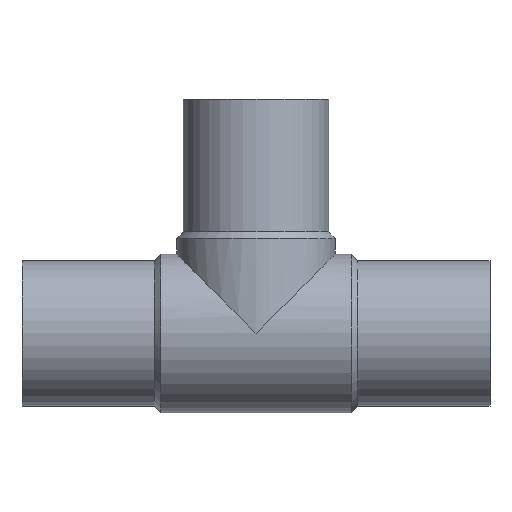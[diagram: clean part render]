
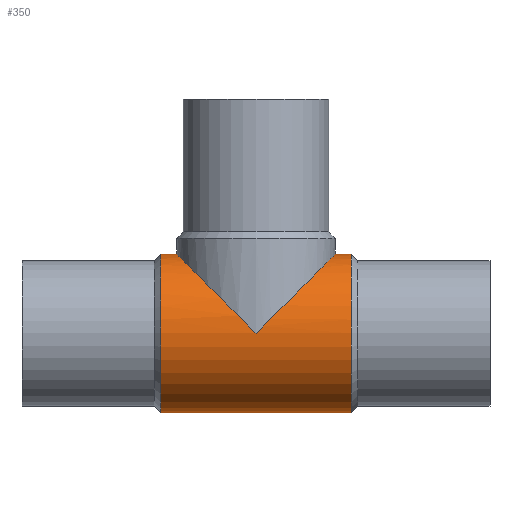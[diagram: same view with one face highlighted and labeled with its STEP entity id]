
A CAD part, top view. The second image highlights one B-rep face of the part: STEP entity #350.
In plain terms, the highlighted cylindrical face has radius 49.1 mm (diameter 98.2 mm), a partial arc.
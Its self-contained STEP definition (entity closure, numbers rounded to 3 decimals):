
#156 = EDGE_CURVE( '', #166, #320, #398, .T. );
#160 = EDGE_CURVE( '', #302, #284, #402, .T. );
#166 = VERTEX_POINT( '', #408 );
#178 = VERTEX_POINT( '', #421 );
#186 = EDGE_CURVE( '', #294, #302, #431, .T. );
#244 = EDGE_CURVE( '', #178, #166, #495, .T. );
#246 = EDGE_CURVE( '', #278, #178, #497, .T. );
#264 = EDGE_CURVE( '', #294, #320, #517, .T. );
#278 = VERTEX_POINT( '', #533 );
#284 = VERTEX_POINT( '', #539 );
#294 = VERTEX_POINT( '', #549 );
#302 = VERTEX_POINT( '', #558 );
#320 = VERTEX_POINT( '', #581 );
#322 = EDGE_CURVE( '', #284, #278, #583, .T. );
#350 = ADVANCED_FACE( '', ( #615 ), #616, .T. );
#398 = LINE( '', #661, #662 );
#402 = CIRCLE( '', #668, 49.1 );
#408 = CARTESIAN_POINT( '', ( -194.1, 49.1, 0. ) );
#421 = CARTESIAN_POINT( '', ( -145., 0., 49.1 ) );
#431 = LINE( '', #706, #707 );
#495 = ELLIPSE( '', #793, 69.438, 49.1 );
#497 = ELLIPSE( '', #796, 69.438, 49.1 );
#517 = CIRCLE( '', #821, 49.1 );
#533 = CARTESIAN_POINT( '', ( -95.9, 49.1, 0. ) );
#539 = CARTESIAN_POINT( '', ( -86.1, 49.1, 0. ) );
#549 = CARTESIAN_POINT( '', ( -203.9, -49.1, 0. ) );
#558 = CARTESIAN_POINT( '', ( -86.1, -49.1, 0. ) );
#581 = CARTESIAN_POINT( '', ( -203.9, 49.1, 0. ) );
#583 = LINE( '', #904, #905 );
#615 = FACE_OUTER_BOUND( '', #947, .T. );
#616 = CYLINDRICAL_SURFACE( '', #948, 49.1 );
#661 = CARTESIAN_POINT( '', ( -145., 49.1, 0. ) );
#662 = VECTOR( '', #979, 1. );
#668 = AXIS2_PLACEMENT_3D( '', #983, #984, #985 );
#706 = CARTESIAN_POINT( '', ( -145., -49.1, 0. ) );
#707 = VECTOR( '', #1021, 1. );
#793 = AXIS2_PLACEMENT_3D( '', #1106, #1107, #1108 );
#796 = AXIS2_PLACEMENT_3D( '', #1109, #1110, #1111 );
#821 = AXIS2_PLACEMENT_3D( '', #1134, #1135, #1136 );
#904 = CARTESIAN_POINT( '', ( -145., 49.1, 0. ) );
#905 = VECTOR( '', #1222, 1. );
#947 = EDGE_LOOP( '', ( #1263, #1264, #1265, #1266, #1267, #1268, #1269 ) );
#948 = AXIS2_PLACEMENT_3D( '', #1270, #1271, #1272 );
#979 = DIRECTION( '', ( -1., 0., 0. ) );
#983 = CARTESIAN_POINT( '', ( -86.1, 0., 0. ) );
#984 = DIRECTION( '', ( -1., 0., 0. ) );
#985 = DIRECTION( '', ( 0., 1., 0. ) );
#1021 = DIRECTION( '', ( 1., 0., 0. ) );
#1106 = CARTESIAN_POINT( '', ( -145., 0., 0. ) );
#1107 = DIRECTION( '', ( -0.707, -0.707, 0. ) );
#1108 = DIRECTION( '', ( 0.707, -0.707, 0. ) );
#1109 = CARTESIAN_POINT( '', ( -145., 0., 0. ) );
#1110 = DIRECTION( '', ( 0.707, -0.707, 0. ) );
#1111 = DIRECTION( '', ( 0.707, 0.707, 0. ) );
#1134 = CARTESIAN_POINT( '', ( -203.9, 0., 0. ) );
#1135 = DIRECTION( '', ( -1., 0., 0. ) );
#1136 = DIRECTION( '', ( 0., 1., 0. ) );
#1222 = DIRECTION( '', ( -1., 0., 0. ) );
#1263 = ORIENTED_EDGE( '', *, *, #322, .T. );
#1264 = ORIENTED_EDGE( '', *, *, #246, .T. );
#1265 = ORIENTED_EDGE( '', *, *, #244, .T. );
#1266 = ORIENTED_EDGE( '', *, *, #156, .T. );
#1267 = ORIENTED_EDGE( '', *, *, #264, .F. );
#1268 = ORIENTED_EDGE( '', *, *, #186, .T. );
#1269 = ORIENTED_EDGE( '', *, *, #160, .T. );
#1270 = CARTESIAN_POINT( '', ( -145., 0., 0. ) );
#1271 = DIRECTION( '', ( 1., 0., 0. ) );
#1272 = DIRECTION( '', ( 0., 1., 0. ) );
